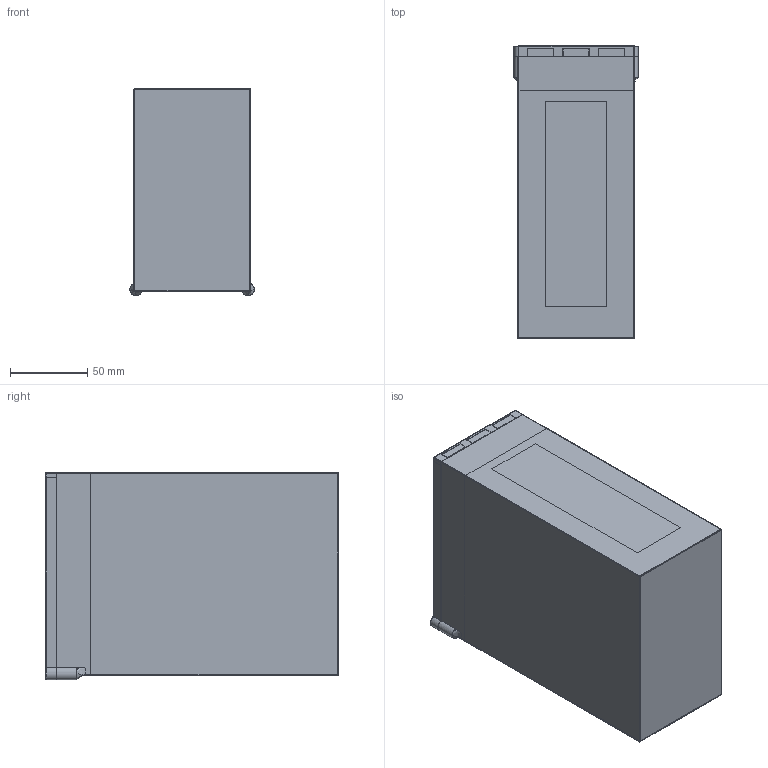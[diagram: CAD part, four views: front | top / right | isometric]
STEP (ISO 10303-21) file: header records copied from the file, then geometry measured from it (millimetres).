
FILE_DESCRIPTION(/* description */ (''),/* implementation_level */ '2;1');
FILE_NAME(/* name */ 'BOX_Akkus_v3.step',/* time_stamp */ '2025-03-29T15:14:38+01:00',/* author */ (''),/* organization */ (''),/* preprocessor_version */ 'ST-DEVELOPER v20.1',/* originating_system */ 'Autodesk Translation Framework v14.4.0.0',/* authorisation */ '');
FILE_SCHEMA (('AUTOMOTIVE_DESIGN { 1 0 10303 214 3 1 1 }'));
Length unit declared in the file: millimetre
Products named in the file (10): BOX_Akkus; Component1; Component2; Component3; Component4; Component5; Component6; Component7; Grundplatte_Balancer_board v1; Akkus
Assembly tree (9 placements, depth 2):
  BOX_Akkus
    Component1
    Component2
    Component3
    Component4
    Component5
    Component6
    Component7
    Grundplatte_Balancer_board v1
    Akkus
Bounding box: 80.59 x 189.01 x 134.25 mm (x, y, z)
Surface area: 1201200.3 mm2
Topology: 38 solids, 38 shells, 461 faces, 1012 edges, 636 vertices
Faces by surface type: plane 280, cylinder 121, sphere 38, bspline 14, cone 6, torus 2
Full cylindrical faces by diameter (mm): 1.5 x6, 2 x8, 8 x6
Entity records: 15266 total; most frequent: CARTESIAN_POINT 4695, DIRECTION 2166, ORIENTED_EDGE 2016, EDGE_CURVE 1008, AXIS2_PLACEMENT_3D 732, LINE 702, VECTOR 702, VERTEX_POINT 636
